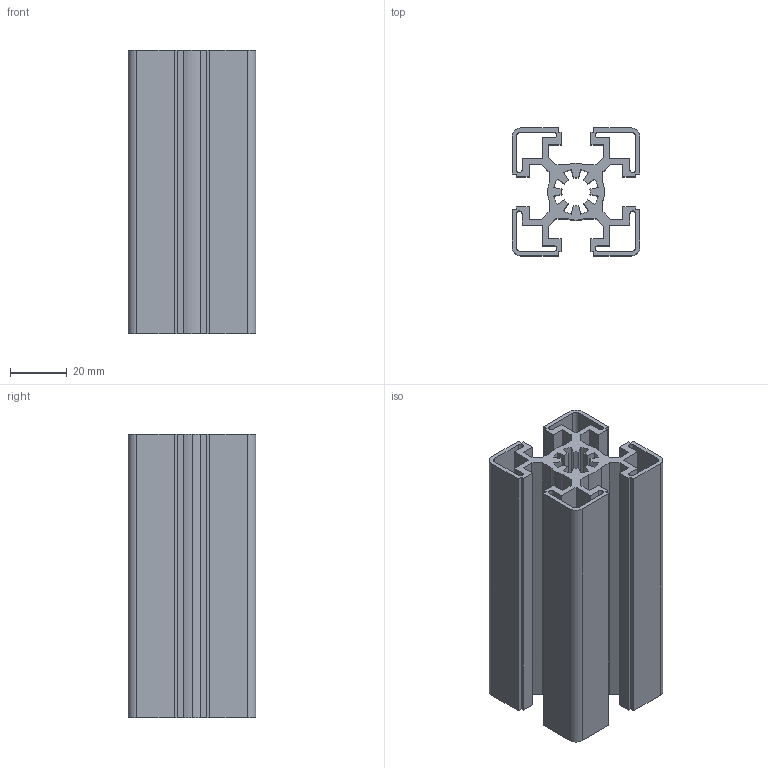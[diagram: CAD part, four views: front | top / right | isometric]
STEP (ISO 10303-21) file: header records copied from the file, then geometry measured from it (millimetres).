
FILE_DESCRIPTION (( 'STEP AP203' ), '1' );
FILE_NAME ('AL-P10-45-45-R1249.STEP', '2021-06-25T02:46:54', ( '' ), ( '' ), 'SwSTEP 2.0', 'SolidWorks 2018', '' );
FILE_SCHEMA (( 'CONFIG_CONTROL_DESIGN' ));
Length unit declared in the file: millimetre
Products named in the file (2): AL-P10-45-45-R1249
Bounding box: 45 x 45 x 100 mm (x, y, z)
Volume: 68769.7 mm3; surface area: 65977.4 mm2
Topology: 1 solids, 1 shells, 146 faces, 432 edges, 288 vertices
Faces by surface type: plane 106, cylinder 40
Entity records: 5031 total; most frequent: CARTESIAN_POINT 868, ORIENTED_EDGE 864, DIRECTION 808, EDGE_CURVE 432, VECTOR 352, LINE 352, VERTEX_POINT 288, AXIS2_PLACEMENT_3D 228
